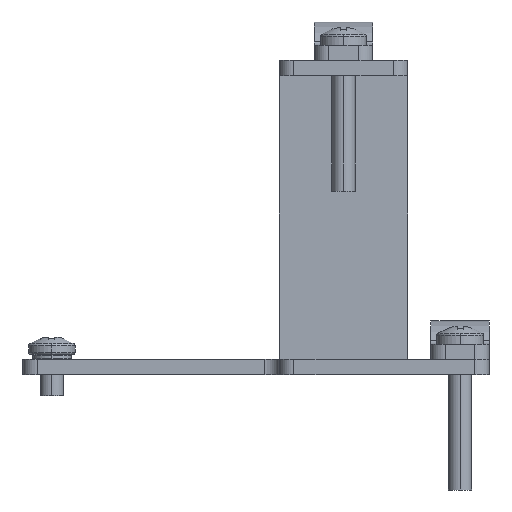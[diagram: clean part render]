
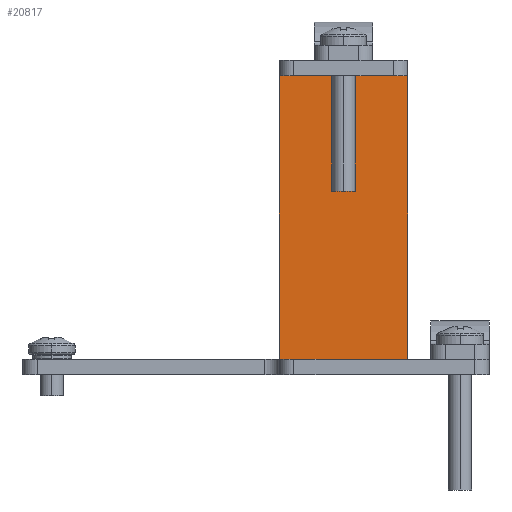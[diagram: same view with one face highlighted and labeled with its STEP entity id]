
A CAD part, left-side view. The second image highlights one B-rep face of the part: STEP entity #20817.
In plain terms, the highlighted planar face has unit normal (-1, 0, 0).
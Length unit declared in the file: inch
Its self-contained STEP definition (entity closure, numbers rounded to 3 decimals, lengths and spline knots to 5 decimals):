
#1218 = LINE ( 'NONE', #11985, #27948 ) ;
#2383 = LINE ( 'NONE', #17972, #29103 ) ;
#2841 = AXIS2_PLACEMENT_3D ( 'NONE', #7096, #25426, #7551 ) ;
#3596 = VERTEX_POINT ( 'NONE', #20400 ) ;
#4450 = CARTESIAN_POINT ( 'NONE',  ( 3.92717, 0.70866, 0.10236 ) ) ;
#5501 = VERTEX_POINT ( 'NONE', #26304 ) ;
#6711 = DIRECTION ( 'NONE',  ( 0., 1., 0. ) ) ;
#6758 = ORIENTED_EDGE ( 'NONE', *, *, #13577, .T. ) ;
#6844 = DIRECTION ( 'NONE',  ( 0., 1., 0. ) ) ;
#7096 = CARTESIAN_POINT ( 'NONE',  ( 3.92717, -0.15748, 2.12008 ) ) ;
#7528 = EDGE_LOOP ( 'NONE', ( #13165, #17441, #6758, #22940 ) ) ;
#7547 = FACE_OUTER_BOUND ( 'NONE', #7528, .T. ) ;
#7551 = DIRECTION ( 'NONE',  ( 0., 0., -1. ) ) ;
#9101 = EDGE_CURVE ( 'NONE', #18263, #5501, #1218, .T. ) ;
#9188 = EDGE_CURVE ( 'NONE', #5501, #10613, #21035, .T. ) ;
#10613 = VERTEX_POINT ( 'NONE', #23844 ) ;
#11985 = CARTESIAN_POINT ( 'NONE',  ( 3.92717, -0.15748, 2.01772 ) ) ;
#12340 = PLANE ( 'NONE',  #2841 ) ;
#13165 = ORIENTED_EDGE ( 'NONE', *, *, #9188, .T. ) ;
#13577 = EDGE_CURVE ( 'NONE', #3596, #18263, #2383, .T. ) ;
#17441 = ORIENTED_EDGE ( 'NONE', *, *, #20387, .F. ) ;
#17972 = CARTESIAN_POINT ( 'NONE',  ( 3.92717, -0.15748, 0.10236 ) ) ;
#18263 = VERTEX_POINT ( 'NONE', #29615 ) ;
#20387 = EDGE_CURVE ( 'NONE', #3596, #10613, #27475, .T. ) ;
#20400 = CARTESIAN_POINT ( 'NONE',  ( 3.92717, -0.15748, 0.10236 ) ) ;
#20817 = ADVANCED_FACE ( 'NONE', ( #7547 ), #12340, .F. ) ;
#21035 = LINE ( 'NONE', #4450, #25869 ) ;
#22940 = ORIENTED_EDGE ( 'NONE', *, *, #9101, .T. ) ;
#23844 = CARTESIAN_POINT ( 'NONE',  ( 3.92717, 0.70866, 0.10236 ) ) ;
#25188 = DIRECTION ( 'NONE',  ( 0., 0., 1. ) ) ;
#25426 = DIRECTION ( 'NONE',  ( 1., 0., 0. ) ) ;
#25869 = VECTOR ( 'NONE', #27685, 39.37008 ) ;
#26304 = CARTESIAN_POINT ( 'NONE',  ( 3.92717, 0.70866, 2.01772 ) ) ;
#27064 = VECTOR ( 'NONE', #6711, 39.37008 ) ;
#27475 = LINE ( 'NONE', #32411, #27064 ) ;
#27685 = DIRECTION ( 'NONE',  ( 0., 0., -1. ) ) ;
#27948 = VECTOR ( 'NONE', #6844, 39.37008 ) ;
#29103 = VECTOR ( 'NONE', #25188, 39.37008 ) ;
#29615 = CARTESIAN_POINT ( 'NONE',  ( 3.92717, -0.15748, 2.01772 ) ) ;
#32411 = CARTESIAN_POINT ( 'NONE',  ( 3.92717, 0., 0.10236 ) ) ;
